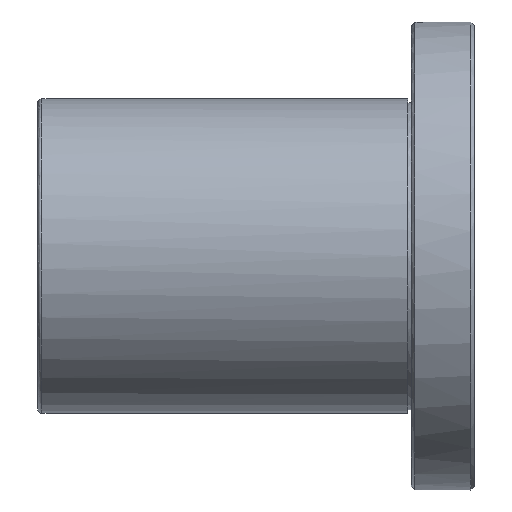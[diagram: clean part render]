
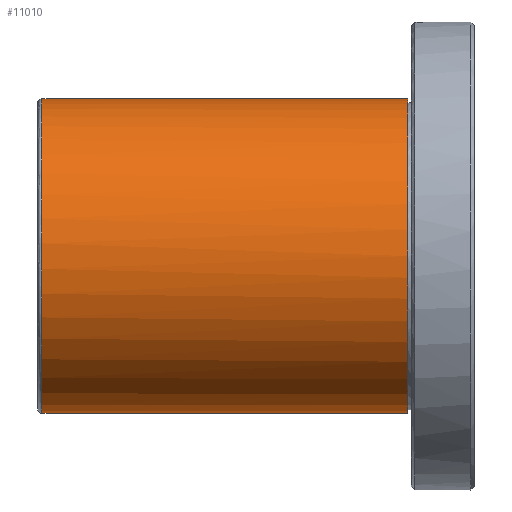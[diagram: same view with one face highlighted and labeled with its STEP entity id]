
A CAD part, front view. The second image highlights one B-rep face of the part: STEP entity #11010.
In plain terms, the highlighted free-form (B-spline) face has degree [3, 1] with [7, 2] control points.
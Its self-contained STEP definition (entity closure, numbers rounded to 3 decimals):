
#9860 = CARTESIAN_POINT ('', (-123.75, 0., 45.));
#9870 = VERTEX_POINT ('', #9860);
#9950 = CARTESIAN_POINT ('', (-123.75, 0., -45.));
#9960 = VERTEX_POINT ('', #9950);
#9970 = CARTESIAN_POINT ('', (-123.75, 0., 45.));
#9980 = CARTESIAN_POINT ('', (-123.75, 90., 45.));
#9990 = CARTESIAN_POINT ('', (-123.75, 90., -45.));
#10000 = CARTESIAN_POINT ('', (-123.75, 0., -45.));
#10010 = (
   BOUNDED_CURVE ()
   B_SPLINE_CURVE (3, (#9970, #9980, #9990, #10000), .UNSPECIFIED., .F., .U.)
   B_SPLINE_CURVE_WITH_KNOTS ((4, 4), (0., 1.), .UNSPECIFIED.)
   CURVE ()
   GEOMETRIC_REPRESENTATION_ITEM ()
   RATIONAL_B_SPLINE_CURVE ((0.957, 0.319, 0.319, 0.957))
   REPRESENTATION_ITEM ('')
);
#10020 = EDGE_CURVE ('', #9870, #9960, #10010, .T.);
#10040 = CARTESIAN_POINT ('', (-123.75, 0., -45.));
#10050 = CARTESIAN_POINT ('', (-123.75, -90., -45.));
#10060 = CARTESIAN_POINT ('', (-123.75, -90., 45.));
#10070 = CARTESIAN_POINT ('', (-123.75, 0., 45.));
#10080 = (
   BOUNDED_CURVE ()
   B_SPLINE_CURVE (3, (#10040, #10050, #10060, #10070), .UNSPECIFIED., .F., .U.)
   B_SPLINE_CURVE_WITH_KNOTS ((4, 4), (0., 1.), .UNSPECIFIED.)
   CURVE ()
   GEOMETRIC_REPRESENTATION_ITEM ()
   RATIONAL_B_SPLINE_CURVE ((0.957, 0.319, 0.319, 0.957))
   REPRESENTATION_ITEM ('')
);
#10090 = EDGE_CURVE ('', #9960, #9870, #10080, .T.);
#10460 = CARTESIAN_POINT ('', (-19., 45., 0.));
#10470 = VERTEX_POINT ('', #10460);
#10480 = CARTESIAN_POINT ('', (-19., 0., -45.));
#10490 = VERTEX_POINT ('', #10480);
#10500 = CARTESIAN_POINT ('', (-19., 45., 0.));
#10510 = CARTESIAN_POINT ('', (-19., 45., -30.));
#10520 = CARTESIAN_POINT ('', (-19., 22.5, -45.));
#10530 = CARTESIAN_POINT ('', (-19., 0., -45.));
#10540 = (
   BOUNDED_CURVE ()
   B_SPLINE_CURVE (3, (#10500, #10510, #10520, #10530), .UNSPECIFIED., .F., .U.)
   B_SPLINE_CURVE_WITH_KNOTS ((4, 4), (0., 1.), .UNSPECIFIED.)
   CURVE ()
   GEOMETRIC_REPRESENTATION_ITEM ()
   RATIONAL_B_SPLINE_CURVE ((0.5, 0.5, 0.667, 1.))
   REPRESENTATION_ITEM ('')
);
#10550 = EDGE_CURVE ('', #10470, #10490, #10540, .T.);
#10560 = ORIENTED_EDGE ('', *, *, #10550, .T.);
#10570 = CARTESIAN_POINT ('', (-19., 0., -45.));
#10580 = CARTESIAN_POINT ('', (-123.75, 0., -45.));
#10590 = B_SPLINE_CURVE_WITH_KNOTS ('', 1, (#10570, #10580), .UNSPECIFIED., .F., .U., (2, 2), (0., 1.), .UNSPECIFIED.);
#10600 = EDGE_CURVE ('', #10490, #9960, #10590, .T.);
#10610 = ORIENTED_EDGE ('', *, *, #10600, .T.);
#10620 = ORIENTED_EDGE ('', *, *, #10020, .F.);
#10630 = ORIENTED_EDGE ('', *, *, #10090, .F.);
#10640 = ORIENTED_EDGE ('', *, *, #10600, .F.);
#10650 = CARTESIAN_POINT ('', (-19., -45., 0.));
#10660 = VERTEX_POINT ('', #10650);
#10670 = CARTESIAN_POINT ('', (-19., 0., -45.));
#10680 = CARTESIAN_POINT ('', (-19., -22.5, -45.));
#10690 = CARTESIAN_POINT ('', (-19., -45., -30.));
#10700 = CARTESIAN_POINT ('', (-19., -45., 0.));
#10710 = (
   BOUNDED_CURVE ()
   B_SPLINE_CURVE (3, (#10670, #10680, #10690, #10700), .UNSPECIFIED., .F., .U.)
   B_SPLINE_CURVE_WITH_KNOTS ((4, 4), (0., 1.), .UNSPECIFIED.)
   CURVE ()
   GEOMETRIC_REPRESENTATION_ITEM ()
   RATIONAL_B_SPLINE_CURVE ((1., 0.667, 0.5, 0.5))
   REPRESENTATION_ITEM ('')
);
#10720 = EDGE_CURVE ('', #10490, #10660, #10710, .T.);
#10730 = ORIENTED_EDGE ('', *, *, #10720, .T.);
#10740 = CARTESIAN_POINT ('', (-19., -45., 0.));
#10750 = CARTESIAN_POINT ('', (-19., -45., 30.));
#10760 = CARTESIAN_POINT ('', (-19., -22.5, 45.));
#10770 = CARTESIAN_POINT ('', (-19., 0., 45.));
#10780 = CARTESIAN_POINT ('', (-19., 22.5, 45.));
#10790 = CARTESIAN_POINT ('', (-19., 45., 30.));
#10800 = CARTESIAN_POINT ('', (-19., 45., 0.));
#10810 = (
   BOUNDED_CURVE ()
   B_SPLINE_CURVE (3, (#10740, #10750, #10760, #10770, #10780, #10790, #10800), .UNSPECIFIED., .F., .U.)
   B_SPLINE_CURVE_WITH_KNOTS ((4, 3, 4), (0., 0.5, 1.), .UNSPECIFIED.)
   CURVE ()
   GEOMETRIC_REPRESENTATION_ITEM ()
   RATIONAL_B_SPLINE_CURVE ((0.5, 0.5, 0.667, 1., 0.667, 0.5, 0.5))
   REPRESENTATION_ITEM ('')
);
#10820 = EDGE_CURVE ('', #10660, #10470, #10810, .T.);
#10830 = ORIENTED_EDGE ('', *, *, #10820, .T.);
#10840 = EDGE_LOOP ('', (#10560, #10610, #10620, #10630, #10640, #10730, #10830));
#10850 = FACE_OUTER_BOUND ('', #10840, .T.);
#10860 = CARTESIAN_POINT ('', (-123.75, 0., -45.));
#10870 = CARTESIAN_POINT ('', (-19., 0., -45.));
#10880 = CARTESIAN_POINT ('', (-123.75, 90., -45.));
#10890 = CARTESIAN_POINT ('', (-19., 90., -45.));
#10900 = CARTESIAN_POINT ('', (-123.75, 90., 45.));
#10910 = CARTESIAN_POINT ('', (-19., 90., 45.));
#10920 = CARTESIAN_POINT ('', (-123.75, 0., 45.));
#10930 = CARTESIAN_POINT ('', (-19., 0., 45.));
#10940 = CARTESIAN_POINT ('', (-123.75, -90., 45.));
#10950 = CARTESIAN_POINT ('', (-19., -90., 45.));
#10960 = CARTESIAN_POINT ('', (-123.75, -90., -45.));
#10970 = CARTESIAN_POINT ('', (-19., -90., -45.));
#10980 = CARTESIAN_POINT ('', (-123.75, 0., -45.));
#10990 = CARTESIAN_POINT ('', (-19., 0., -45.));
#11000 = (
   BOUNDED_SURFACE ()
   B_SPLINE_SURFACE (3, 1, ((#10860, #10870), (#10880, #10890), (#10900, #10910), (#10920, #10930), (#10940, #10950), (#10960, #10970), (#10980, #10990)), .UNSPECIFIED., .T., .F., .U.)
   B_SPLINE_SURFACE_WITH_KNOTS ((4, 3, 4), (2, 2), (0., 0.5, 1.), (0., 1.), .UNSPECIFIED.)
   SURFACE ()
   GEOMETRIC_REPRESENTATION_ITEM ()
   RATIONAL_B_SPLINE_SURFACE (((1., 1.), (0.333, 0.333), (0.333, 0.333), (1., 1.), (0.333, 0.333), (0.333, 0.333), (1., 1.)))
   REPRESENTATION_ITEM ('')
);
#11010 = ADVANCED_FACE ('', (#10850), #11000, .T.);
